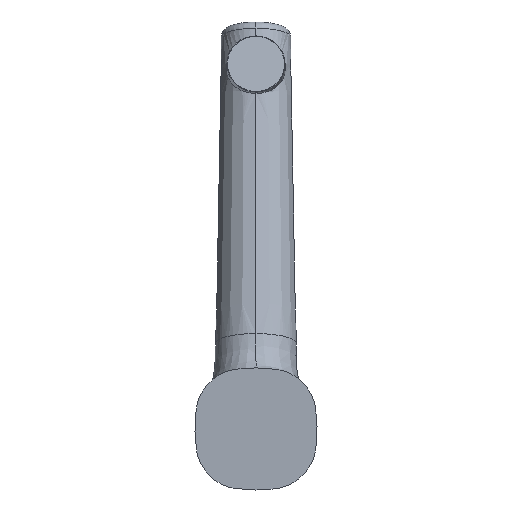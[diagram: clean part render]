
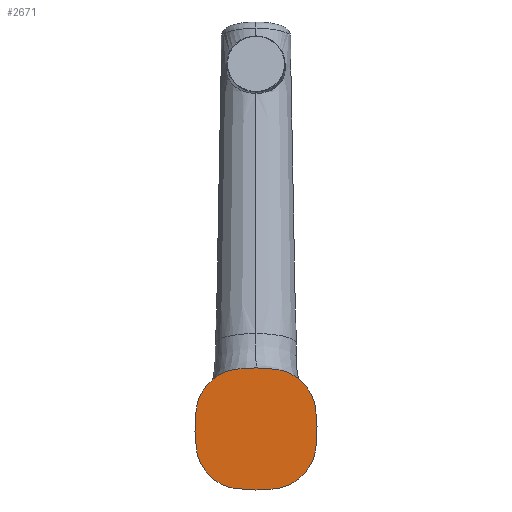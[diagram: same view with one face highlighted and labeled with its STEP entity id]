
A CAD part, front view. The second image highlights one B-rep face of the part: STEP entity #2671.
In plain terms, the highlighted planar face has unit normal (0, -1, 0).
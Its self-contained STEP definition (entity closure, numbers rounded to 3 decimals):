
#137 = CARTESIAN_POINT ( 'NONE',  ( 21.306, 0., -4.707 ) ) ;
#171 = CARTESIAN_POINT ( 'NONE',  ( 15.551, 0., -17.221 ) ) ;
#267 = CARTESIAN_POINT ( 'NONE',  ( 21.517, 0., 0.003 ) ) ;
#436 = CARTESIAN_POINT ( 'NONE',  ( 0., 0., 21.502 ) ) ;
#597 = CARTESIAN_POINT ( 'NONE',  ( 18.664, 0., -13.673 ) ) ;
#653 = DIRECTION ( 'NONE',  ( 0., 0., 1. ) ) ;
#667 = EDGE_CURVE ( 'NONE', #876, #3330, #2972, .T. ) ;
#680 = CARTESIAN_POINT ( 'NONE',  ( 0.787, 0., -21.499 ) ) ;
#810 = AXIS2_PLACEMENT_3D ( 'NONE', #1152, #2578, #653 ) ;
#876 = VERTEX_POINT ( 'NONE', #436 ) ;
#887 = PLANE ( 'NONE',  #810 ) ;
#933 = CARTESIAN_POINT ( 'NONE',  ( 0., 0., -21.499 ) ) ;
#943 = CARTESIAN_POINT ( 'NONE',  ( 7.056, 0., -21.054 ) ) ;
#967 = CARTESIAN_POINT ( 'NONE',  ( 11.616, 0., -19.822 ) ) ;
#978 = CARTESIAN_POINT ( 'NONE',  ( 9.395, 0., -20.642 ) ) ;
#986 = CARTESIAN_POINT ( 'NONE',  ( 15.55, 0., 17.225 ) ) ;
#1082 = CARTESIAN_POINT ( 'NONE',  ( 7.065, 0., 21.055 ) ) ;
#1084 = B_SPLINE_CURVE_WITH_KNOTS ( 'NONE', 3,
 ( #933, #1822, #3364, #1362, #2360, #1843, #1269, #2536, #1547, #2371, #1336, #1126, #1407, #2213, #2382, #1877, #1741, #2037, #3531, #2512, #1243, #1281, #2394, #2087, #2290, #3562, #1187, #1630, #1863, #2397, #1683, #1832, #1806 ),
 .UNSPECIFIED., .F., .F.,
 ( 4, 1, 1, 1, 1, 1, 1, 1, 1, 1, 1, 1, 1, 1, 1, 1, 1, 1, 1, 1, 1, 1, 1, 1, 1, 1, 1, 1, 1, 1, 4 ),
 ( 0., 0.002, 0.005, 0.007, 0.009, 0.012, 0.014, 0.017, 0.019, 0.021, 0.024, 0.026, 0.028, 0.031, 0.033, 0.036, 0.038, 0.04, 0.043, 0.045, 0.047, 0.05, 0.052, 0.055, 0.057, 0.059, 0.062, 0.064, 0.066, 0.069, 0.071 ),
 .UNSPECIFIED. ) ;
#1126 = CARTESIAN_POINT ( 'NONE',  ( -19.825, 0., -11.611 ) ) ;
#1132 = CARTESIAN_POINT ( 'NONE',  ( 21.304, 0., 4.722 ) ) ;
#1152 = CARTESIAN_POINT ( 'NONE',  ( -21.5, 0., 21.502 ) ) ;
#1187 = CARTESIAN_POINT ( 'NONE',  ( -11.612, 0., 19.827 ) ) ;
#1243 = CARTESIAN_POINT ( 'NONE',  ( -20.644, 0., 9.397 ) ) ;
#1269 = CARTESIAN_POINT ( 'NONE',  ( -11.616, 0., -19.822 ) ) ;
#1281 = CARTESIAN_POINT ( 'NONE',  ( -19.823, 0., 11.617 ) ) ;
#1324 = CARTESIAN_POINT ( 'NONE',  ( 21.465, 0., -2.363 ) ) ;
#1336 = CARTESIAN_POINT ( 'NONE',  ( -18.664, 0., -13.673 ) ) ;
#1362 = CARTESIAN_POINT ( 'NONE',  ( -4.721, 0., -21.303 ) ) ;
#1407 = CARTESIAN_POINT ( 'NONE',  ( -20.644, 0., -9.39 ) ) ;
#1547 = CARTESIAN_POINT ( 'NONE',  ( -15.551, 0., -17.221 ) ) ;
#1625 = CARTESIAN_POINT ( 'NONE',  ( 0., 0., -21.499 ) ) ;
#1630 = CARTESIAN_POINT ( 'NONE',  ( -9.391, 0., 20.646 ) ) ;
#1643 = CARTESIAN_POINT ( 'NONE',  ( 20.644, 0., -9.39 ) ) ;
#1683 = CARTESIAN_POINT ( 'NONE',  ( -2.365, 0., 21.467 ) ) ;
#1706 = FACE_OUTER_BOUND ( 'NONE', #1853, .T. ) ;
#1716 = CARTESIAN_POINT ( 'NONE',  ( 4.708, 0., 21.307 ) ) ;
#1741 = CARTESIAN_POINT ( 'NONE',  ( -21.517, 0., 0.003 ) ) ;
#1798 = CARTESIAN_POINT ( 'NONE',  ( 9.391, 0., 20.646 ) ) ;
#1806 = CARTESIAN_POINT ( 'NONE',  ( 0., 0., 21.502 ) ) ;
#1822 = CARTESIAN_POINT ( 'NONE',  ( -0.787, 0., -21.499 ) ) ;
#1832 = CARTESIAN_POINT ( 'NONE',  ( -0.787, 0., 21.501 ) ) ;
#1843 = CARTESIAN_POINT ( 'NONE',  ( -9.395, 0., -20.642 ) ) ;
#1853 = EDGE_LOOP ( 'NONE', ( #3150, #1914 ) ) ;
#1863 = CARTESIAN_POINT ( 'NONE',  ( -7.065, 0., 21.055 ) ) ;
#1877 = CARTESIAN_POINT ( 'NONE',  ( -21.465, 0., -2.363 ) ) ;
#1914 = ORIENTED_EDGE ( 'NONE', *, *, #3526, .F. ) ;
#2037 = CARTESIAN_POINT ( 'NONE',  ( -21.466, 0., 2.359 ) ) ;
#2039 = CARTESIAN_POINT ( 'NONE',  ( 13.674, 0., 18.666 ) ) ;
#2087 = CARTESIAN_POINT ( 'NONE',  ( -17.222, 0., 15.553 ) ) ;
#2120 = CARTESIAN_POINT ( 'NONE',  ( 0., 0., 21.502 ) ) ;
#2213 = CARTESIAN_POINT ( 'NONE',  ( -21.054, 0., -7.063 ) ) ;
#2224 = CARTESIAN_POINT ( 'NONE',  ( 17.222, 0., 15.553 ) ) ;
#2290 = CARTESIAN_POINT ( 'NONE',  ( -15.55, 0., 17.225 ) ) ;
#2360 = CARTESIAN_POINT ( 'NONE',  ( -7.056, 0., -21.054 ) ) ;
#2371 = CARTESIAN_POINT ( 'NONE',  ( -17.223, 0., -15.549 ) ) ;
#2372 = CARTESIAN_POINT ( 'NONE',  ( 19.825, 0., -11.611 ) ) ;
#2382 = CARTESIAN_POINT ( 'NONE',  ( -21.306, 0., -4.707 ) ) ;
#2394 = CARTESIAN_POINT ( 'NONE',  ( -18.666, 0., 13.672 ) ) ;
#2397 = CARTESIAN_POINT ( 'NONE',  ( -4.708, 0., 21.307 ) ) ;
#2402 = CARTESIAN_POINT ( 'NONE',  ( 21.055, 0., 7.057 ) ) ;
#2405 = CARTESIAN_POINT ( 'NONE',  ( 0., 0., -21.499 ) ) ;
#2460 = CARTESIAN_POINT ( 'NONE',  ( 2.365, 0., 21.467 ) ) ;
#2512 = CARTESIAN_POINT ( 'NONE',  ( -21.055, 0., 7.057 ) ) ;
#2536 = CARTESIAN_POINT ( 'NONE',  ( -13.671, 0., -18.665 ) ) ;
#2578 = DIRECTION ( 'NONE',  ( 0., -1., 0. ) ) ;
#2638 = CARTESIAN_POINT ( 'NONE',  ( 17.223, 0., -15.549 ) ) ;
#2650 = CARTESIAN_POINT ( 'NONE',  ( 19.823, 0., 11.617 ) ) ;
#2660 = CARTESIAN_POINT ( 'NONE',  ( 20.644, 0., 9.397 ) ) ;
#2671 = ADVANCED_FACE ( 'NONE', ( #1706 ), #887, .T. ) ;
#2712 = CARTESIAN_POINT ( 'NONE',  ( 4.721, 0., -21.303 ) ) ;
#2896 = CARTESIAN_POINT ( 'NONE',  ( 11.612, 0., 19.827 ) ) ;
#2972 = B_SPLINE_CURVE_WITH_KNOTS ( 'NONE', 3,
 ( #2120, #3105, #2460, #1716, #1082, #1798, #2896, #2039, #986, #2224, #3453, #2650, #2660, #2402, #1132, #3225, #267, #1324, #137, #3165, #1643, #2372, #597, #2638, #171, #2996, #967, #978, #943, #2712, #3270, #680, #1625 ),
 .UNSPECIFIED., .F., .F.,
 ( 4, 1, 1, 1, 1, 1, 1, 1, 1, 1, 1, 1, 1, 1, 1, 1, 1, 1, 1, 1, 1, 1, 1, 1, 1, 1, 1, 1, 1, 1, 4 ),
 ( 0., 0.033, 0.067, 0.1, 0.133, 0.167, 0.2, 0.233, 0.267, 0.3, 0.333, 0.367, 0.4, 0.433, 0.467, 0.5, 0.533, 0.567, 0.6, 0.633, 0.667, 0.7, 0.733, 0.767, 0.8, 0.833, 0.867, 0.9, 0.933, 0.967, 1. ),
 .UNSPECIFIED. ) ;
#2996 = CARTESIAN_POINT ( 'NONE',  ( 13.671, 0., -18.665 ) ) ;
#3105 = CARTESIAN_POINT ( 'NONE',  ( 0.787, 0., 21.501 ) ) ;
#3150 = ORIENTED_EDGE ( 'NONE', *, *, #667, .F. ) ;
#3165 = CARTESIAN_POINT ( 'NONE',  ( 21.054, 0., -7.063 ) ) ;
#3225 = CARTESIAN_POINT ( 'NONE',  ( 21.466, 0., 2.359 ) ) ;
#3270 = CARTESIAN_POINT ( 'NONE',  ( 2.357, 0., -21.464 ) ) ;
#3330 = VERTEX_POINT ( 'NONE', #2405 ) ;
#3364 = CARTESIAN_POINT ( 'NONE',  ( -2.357, 0., -21.464 ) ) ;
#3453 = CARTESIAN_POINT ( 'NONE',  ( 18.666, 0., 13.672 ) ) ;
#3526 = EDGE_CURVE ( 'NONE', #3330, #876, #1084, .T. ) ;
#3531 = CARTESIAN_POINT ( 'NONE',  ( -21.304, 0., 4.722 ) ) ;
#3562 = CARTESIAN_POINT ( 'NONE',  ( -13.674, 0., 18.666 ) ) ;
